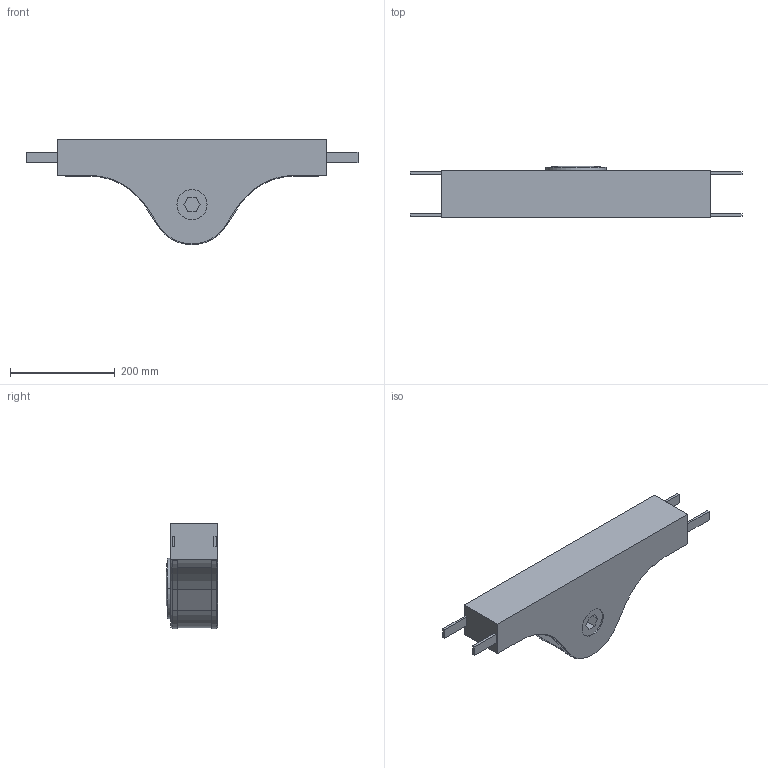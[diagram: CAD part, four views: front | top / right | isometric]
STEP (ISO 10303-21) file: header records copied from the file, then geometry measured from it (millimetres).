
FILE_DESCRIPTION(('STEP AP214'),'1');
FILE_NAME('cctmp_19B8D750-7598-4BC6-B2A0-CCD4123C5223_2020_3_3_17_27_9_469..stp','2020-03-03T16:27:09',('Bosch Rexroth AG'),('CADClick - www.CADClick.com'),'Spatial InterOp 3D',' ','unknown authorization - (Healing Option Enabled)');
FILE_SCHEMA(('AUTOMOTIVE_DESIGN'));
Length unit declared in the file: millimetre
Products named in the file (1): 2020_03_03__17-27-09-468
Bounding box: 634 x 98.8 x 201.5 mm (x, y, z)
Volume: 5301000.4 mm3; surface area: 261577.4 mm2
Topology: 1 solids, 1 shells, 91 faces, 241 edges, 160 vertices
Faces by surface type: plane 59, cylinder 28, cone 4
Entity records: 3565 total; most frequent: CARTESIAN_POINT 493, DIRECTION 487, ORIENTED_EDGE 482, EDGE_CURVE 241, LINE 179, VECTOR 179, VERTEX_POINT 160, AXIS2_PLACEMENT_3D 154
